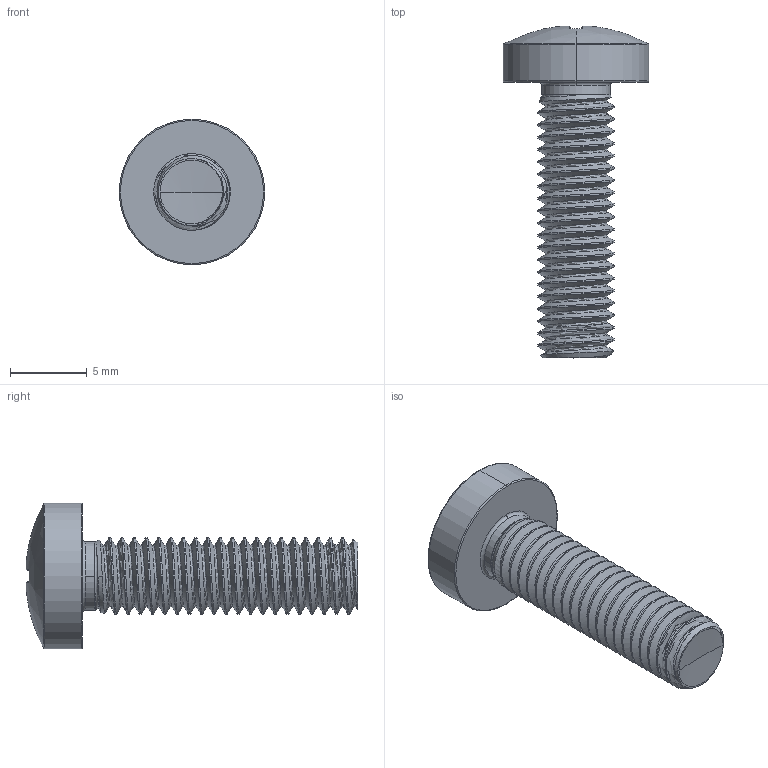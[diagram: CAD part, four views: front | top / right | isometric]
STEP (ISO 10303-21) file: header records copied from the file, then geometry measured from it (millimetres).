
FILE_DESCRIPTION (( 'STEP AP203' ), '1' );
FILE_NAME ('STM320500180.STEP', '2020-12-24T16:33:11', ( '' ), ( '' ), 'SwSTEP 2.0', 'SolidWorks 2015', '' );
FILE_SCHEMA (( 'CONFIG_CONTROL_DESIGN' ));
Products named in the file (2): STM320500180
Bounding box: 9.5 x 21.66 x 9.5 mm (x, y, z)
Volume: 495.4 mm3; surface area: 659.9 mm2
Topology: 1 solids, 1 shells, 204 faces, 486 edges, 283 vertices
Faces by surface type: cylinder 65, bspline 46, torus 33, sphere 28, plane 22, cone 10
Entity records: 26098 total; most frequent: CARTESIAN_POINT 21777, ORIENTED_EDGE 968, DIRECTION 806, EDGE_CURVE 484, AXIS2_PLACEMENT_3D 357, VERTEX_POINT 283, EDGE_LOOP 205, ADVANCED_FACE 204
